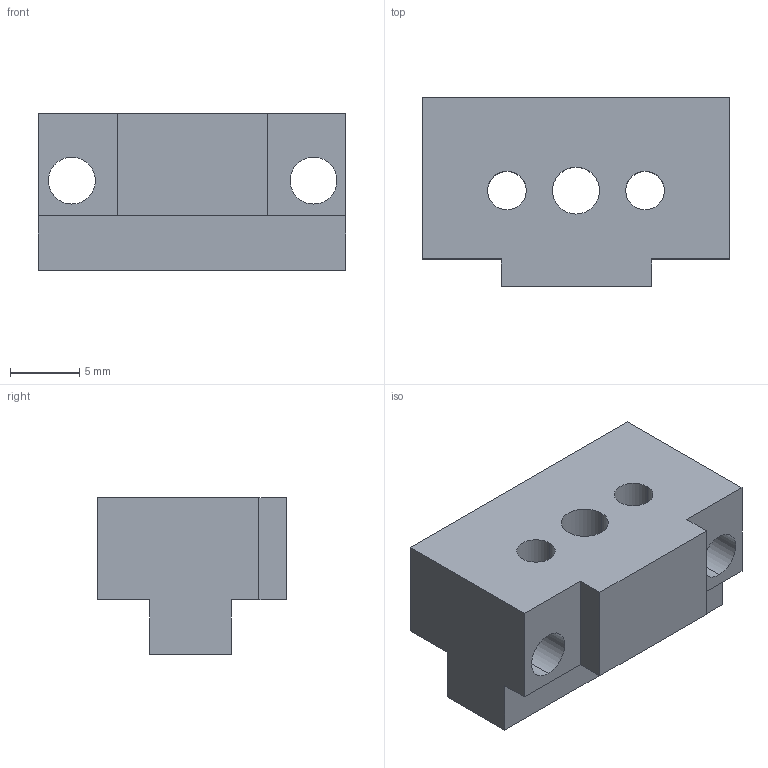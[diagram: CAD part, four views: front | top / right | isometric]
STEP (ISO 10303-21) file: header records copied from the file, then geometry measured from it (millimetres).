
FILE_DESCRIPTION (( 'STEP AP214' ), '1' );
FILE_NAME ('Yellow DC motor bracket 3 (3D).STEP', '2021-06-04T10:46:11', ( '' ), ( '' ), 'SwSTEP 2.0', 'SolidWorks 2016', '' );
FILE_SCHEMA (( 'AUTOMOTIVE_DESIGN' ));
Length unit declared in the file: millimetre
Products named in the file (2): Yellow DC motor bracket 3 (3D)
Bounding box: 22.3 x 13.7 x 11.35 mm (x, y, z)
Volume: 2152.2 mm3; surface area: 1808.9 mm2
Topology: 1 solids, 1 shells, 28 faces, 74 edges, 48 vertices
Faces by surface type: plane 14, cylinder 10, cone 4
Entity records: 939 total; most frequent: DIRECTION 158, CARTESIAN_POINT 152, ORIENTED_EDGE 148, EDGE_CURVE 74, AXIS2_PLACEMENT_3D 54, VECTOR 50, LINE 50, VERTEX_POINT 48
